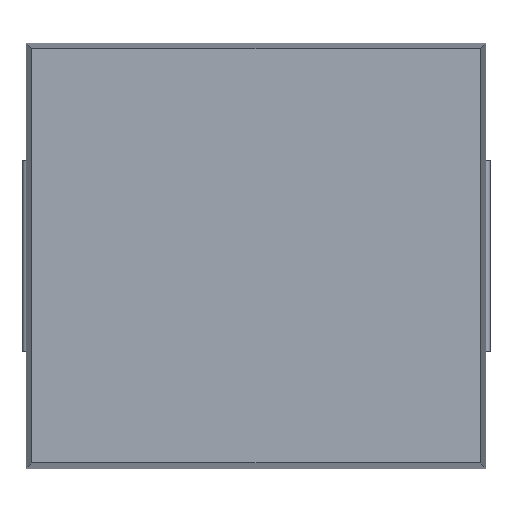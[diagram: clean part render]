
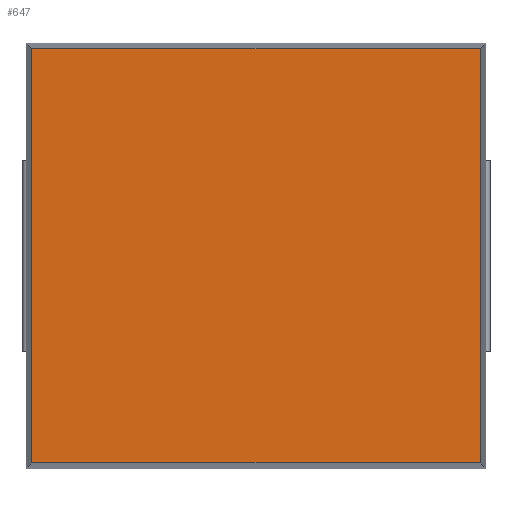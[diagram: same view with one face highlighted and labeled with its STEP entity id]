
A CAD part, top view. The second image highlights one B-rep face of the part: STEP entity #647.
In plain terms, the highlighted planar face has unit normal (0, 0, 1).
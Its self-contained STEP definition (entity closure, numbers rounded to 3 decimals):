
#57=FACE_OUTER_BOUND('',#95,.T.);
#95=EDGE_LOOP('',(#467,#468,#469,#470));
#134=LINE('',#978,#214);
#144=LINE('',#996,#224);
#148=LINE('',#1005,#228);
#149=LINE('',#1006,#229);
#214=VECTOR('',#788,1.);
#224=VECTOR('',#806,1.);
#228=VECTOR('',#816,1.);
#229=VECTOR('',#817,1.);
#291=VERTEX_POINT('',#975);
#292=VERTEX_POINT('',#977);
#296=VERTEX_POINT('',#994);
#298=VERTEX_POINT('',#1004);
#350=EDGE_CURVE('',#291,#292,#134,.T.);
#360=EDGE_CURVE('',#291,#296,#144,.T.);
#364=EDGE_CURVE('',#296,#298,#148,.T.);
#365=EDGE_CURVE('',#292,#298,#149,.T.);
#467=ORIENTED_EDGE('',*,*,#350,.F.);
#468=ORIENTED_EDGE('',*,*,#360,.T.);
#469=ORIENTED_EDGE('',*,*,#364,.T.);
#470=ORIENTED_EDGE('',*,*,#365,.F.);
#613=PLANE('',#724);
#647=ADVANCED_FACE('',(#57),#613,.T.);
#724=AXIS2_PLACEMENT_3D('',#1003,#814,#815);
#788=DIRECTION('',(0.,1.,0.));
#806=DIRECTION('',(1.,0.,0.));
#814=DIRECTION('center_axis',(0.,0.,1.));
#815=DIRECTION('ref_axis',(1.,0.,0.));
#816=DIRECTION('',(0.,1.,0.));
#817=DIRECTION('',(1.,0.,0.));
#975=CARTESIAN_POINT('',(-5.268,-4.868,5.4));
#977=CARTESIAN_POINT('',(-5.268,4.868,5.4));
#978=CARTESIAN_POINT('',(-5.268,-5.,5.4));
#994=CARTESIAN_POINT('',(5.268,-4.868,5.4));
#996=CARTESIAN_POINT('',(-5.4,-4.868,5.4));
#1003=CARTESIAN_POINT('Origin',(-5.4,-5.,5.4));
#1004=CARTESIAN_POINT('',(5.268,4.868,5.4));
#1005=CARTESIAN_POINT('',(5.268,-5.,5.4));
#1006=CARTESIAN_POINT('',(-5.4,4.868,5.4));
